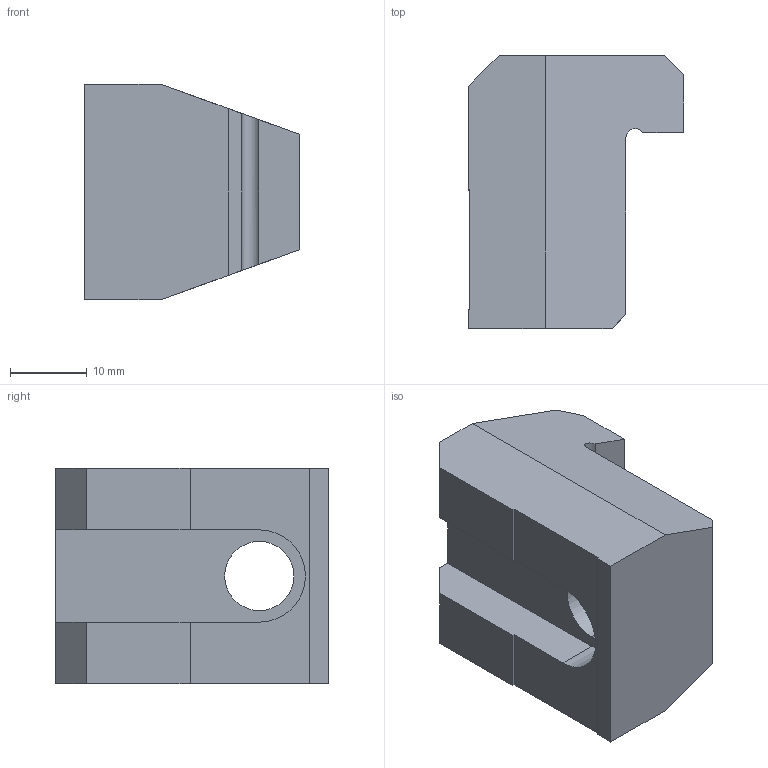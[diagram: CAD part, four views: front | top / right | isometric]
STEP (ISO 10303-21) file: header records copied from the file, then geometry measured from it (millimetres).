
FILE_DESCRIPTION(('STEP AP214'),'1');
FILE_NAME('haldern_eh_23320_0058.stp','2018-09-24T13:43:50',('TraceParts'),('TraceParts S.A.'),'Spatial InterOp 3D',' ',' ');
FILE_SCHEMA(('automotive_design'));
Length unit declared in the file: millimetre
Products named in the file (1): haldern_eh_23320_0058
Bounding box: 28 x 35.5 x 28 mm (x, y, z)
Volume: 16278.2 mm3; surface area: 5287.4 mm2
Topology: 1 solids, 1 shells, 30 faces, 81 edges, 54 vertices
Faces by surface type: plane 24, cylinder 6
Entity records: 1197 total; most frequent: CARTESIAN_POINT 166, ORIENTED_EDGE 162, DIRECTION 155, EDGE_CURVE 81, LINE 69, VECTOR 69, VERTEX_POINT 54, AXIS2_PLACEMENT_3D 43
